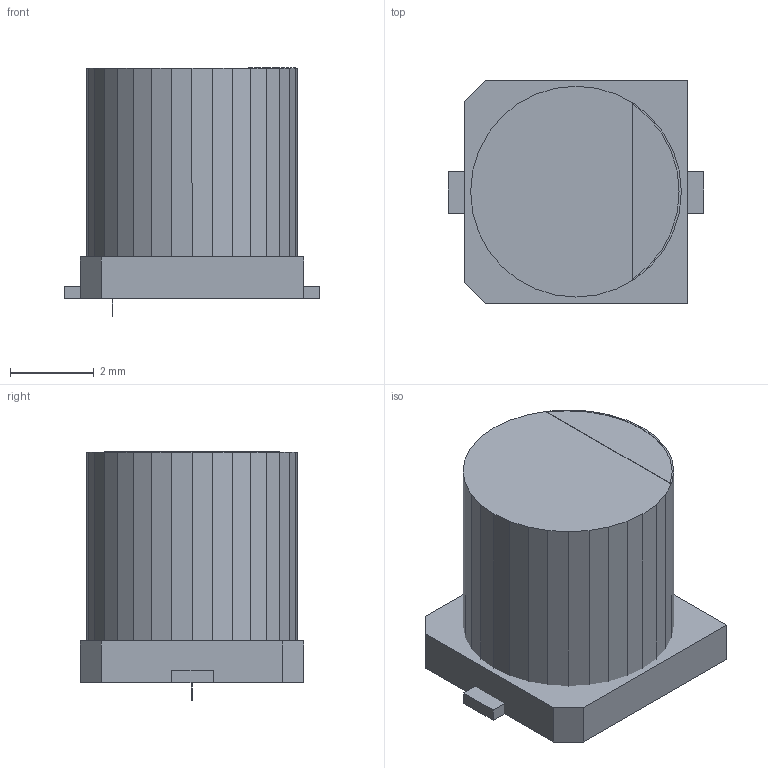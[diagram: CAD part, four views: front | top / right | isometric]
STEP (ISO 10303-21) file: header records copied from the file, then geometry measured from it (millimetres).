
FILE_DESCRIPTION (( 'STEP AP214' ), '1' );
FILE_NAME ('User Library-CAPSMD5x5_5.STEP', '2020-03-05T07:50:05', ( '' ), ( '' ), 'SwSTEP 2.0', 'SolidWorks 2019', '' );
FILE_SCHEMA (( 'AUTOMOTIVE_DESIGN' ));
Length unit declared in the file: millimetre
Products named in the file (12): User Library-CAPSMD5x5_5; 352701776; Extruded; Extruded1; Board; 352706000; Extruded3; 352706896; 352705488; Open CASCADE STEP translator 6.2 201.2; Extruded2
Assembly tree (12 placements, depth 4):
  User Library-CAPSMD5x5_5
    Open CASCADE STEP translator 6.2 201.2
      352705488
        Extruded3
      352706000
        Extruded1
      352706000
        Extruded1
      352701776
        Extruded
      352706896
        Extruded2
    Board
Bounding box: 6.1 x 5.33 x 5.93 mm (x, y, z)
Volume: 137.7 mm3; surface area: 221.4 mm2
Topology: 6 solids, 6 shells, 75 faces, 205 edges, 142 vertices
Faces by surface type: plane 75
Entity records: 2601 total; most frequent: CARTESIAN_POINT 417, ORIENTED_EDGE 386, DIRECTION 373, VECTOR 193, LINE 193, EDGE_CURVE 193, VERTEX_POINT 134, AXIS2_PLACEMENT_3D 90
